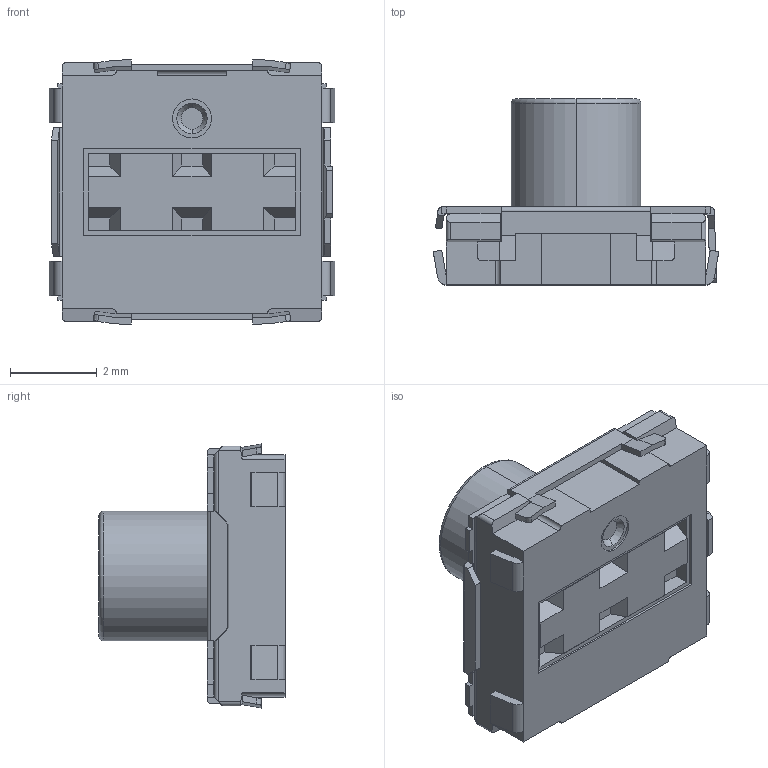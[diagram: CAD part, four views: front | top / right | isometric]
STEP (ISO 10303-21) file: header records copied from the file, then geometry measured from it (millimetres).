
FILE_DESCRIPTION (( 'STEP AP203' ), '1' );
FILE_NAME ('EVP_jbend terminal_with_GND.STEP', '2020-09-24T05:10:15', ( '' ), ( '' ), 'SwSTEP 2.0', 'SolidWorks 2018', '' );
FILE_SCHEMA (( 'CONFIG_CONTROL_DESIGN' ));
Length unit declared in the file: metre
Products named in the file (1): EVP_jbend terminal_with_GND
Bounding box: 6.6 x 4.3 x 6.1 mm (x, y, z)
Volume: 78.2 mm3; surface area: 169.6 mm2
Topology: 1 solids, 1 shells, 230 faces, 642 edges, 414 vertices
Faces by surface type: plane 179, cylinder 31, bspline 16, cone 2, torus 2
Entity records: 7695 total; most frequent: CARTESIAN_POINT 1941, ORIENTED_EDGE 1284, DIRECTION 1026, EDGE_CURVE 642, VECTOR 488, LINE 488, VERTEX_POINT 414, AXIS2_PLACEMENT_3D 269
